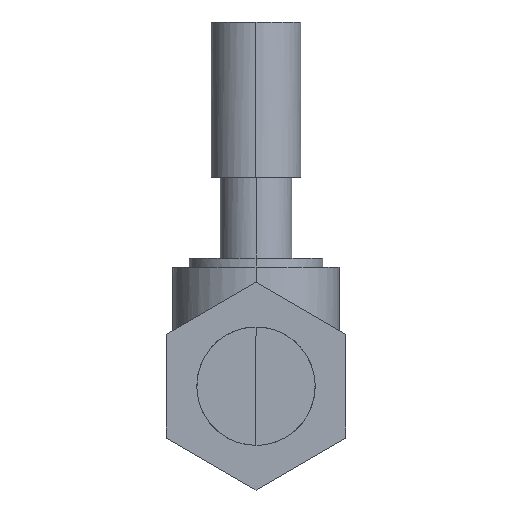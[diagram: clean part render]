
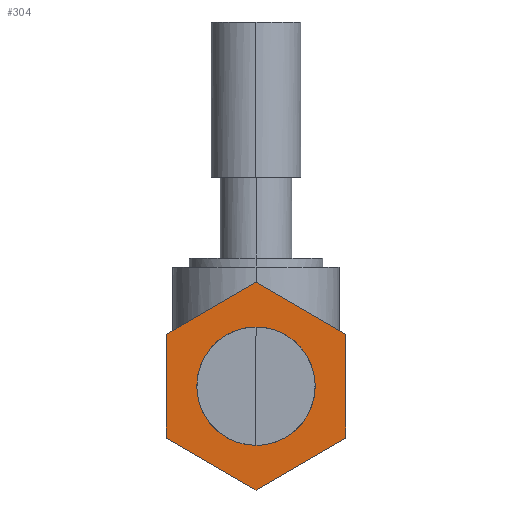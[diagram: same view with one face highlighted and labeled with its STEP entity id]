
A CAD part, left-side view. The second image highlights one B-rep face of the part: STEP entity #304.
In plain terms, the highlighted planar face has unit normal (-1, 0, 0).
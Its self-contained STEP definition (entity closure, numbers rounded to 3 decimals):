
#81=CARTESIAN_POINT('Vertex',(-37.5,0.,13.15)) ;
#87=CARTESIAN_POINT('Vertex',(-37.5,0.,-13.15)) ;
#90=CARTESIAN_POINT('Axis2P3D Location',(-37.5,0.,0.)) ;
#107=CARTESIAN_POINT('Axis2P3D Location',(-37.5,0.,0.)) ;
#135=CARTESIAN_POINT('Vertex',(-37.5,-20.,-11.547)) ;
#139=CARTESIAN_POINT('Control Point',(-37.5,0.,-23.094)) ;
#140=CARTESIAN_POINT('Control Point',(-37.5,-20.,-11.547)) ;
#141=CARTESIAN_POINT('Vertex',(-37.5,0.,-23.094)) ;
#169=CARTESIAN_POINT('Vertex',(-37.5,-20.,11.547)) ;
#173=CARTESIAN_POINT('Control Point',(-37.5,-20.,-11.547)) ;
#174=CARTESIAN_POINT('Control Point',(-37.5,-20.,11.547)) ;
#197=CARTESIAN_POINT('Vertex',(-37.5,0.,23.094)) ;
#201=CARTESIAN_POINT('Control Point',(-37.5,-20.,11.547)) ;
#202=CARTESIAN_POINT('Control Point',(-37.5,0.,23.094)) ;
#225=CARTESIAN_POINT('Vertex',(-37.5,20.,11.547)) ;
#229=CARTESIAN_POINT('Control Point',(-37.5,0.,23.094)) ;
#230=CARTESIAN_POINT('Control Point',(-37.5,20.,11.547)) ;
#253=CARTESIAN_POINT('Vertex',(-37.5,20.,-11.547)) ;
#257=CARTESIAN_POINT('Control Point',(-37.5,20.,11.547)) ;
#258=CARTESIAN_POINT('Control Point',(-37.5,20.,-11.547)) ;
#277=CARTESIAN_POINT('Control Point',(-37.5,20.,-11.547)) ;
#278=CARTESIAN_POINT('Control Point',(-37.5,0.,-23.094)) ;
#287=CARTESIAN_POINT('Axis2P3D Location',(-37.5,0.,-23.094)) ;
#91=DIRECTION('Axis2P3D Direction',(-1.,0.,0.)) ;
#108=DIRECTION('Axis2P3D Direction',(-1.,0.,0.)) ;
#288=DIRECTION('Axis2P3D Direction',(-1.,-0.,0.)) ;
#289=DIRECTION('Axis2P3D XDirection',(0.,-0.866,-0.5)) ;
#92=AXIS2_PLACEMENT_3D('Circle Axis2P3D',#90,#91,$) ;
#109=AXIS2_PLACEMENT_3D('Circle Axis2P3D',#107,#108,$) ;
#290=AXIS2_PLACEMENT_3D('Plane Axis2P3D',#287,#288,#289) ;
#93=CIRCLE('generated circle',#92,13.15) ;
#110=CIRCLE('generated circle',#109,13.15) ;
#291=PLANE('',#290) ;
#303=FACE_BOUND('',#300,.T.) ;
#94=EDGE_CURVE('',#88,#82,#93,.T.) ;
#111=EDGE_CURVE('',#82,#88,#110,.T.) ;
#143=EDGE_CURVE('',#142,#136,#138,.T.) ;
#175=EDGE_CURVE('',#136,#170,#172,.T.) ;
#203=EDGE_CURVE('',#170,#198,#200,.T.) ;
#231=EDGE_CURVE('',#198,#226,#228,.T.) ;
#259=EDGE_CURVE('',#226,#254,#256,.T.) ;
#279=EDGE_CURVE('',#254,#142,#276,.T.) ;
#293=ORIENTED_EDGE('',*,*,#143,.T.) ;
#294=ORIENTED_EDGE('',*,*,#175,.T.) ;
#295=ORIENTED_EDGE('',*,*,#203,.T.) ;
#296=ORIENTED_EDGE('',*,*,#231,.T.) ;
#297=ORIENTED_EDGE('',*,*,#259,.T.) ;
#298=ORIENTED_EDGE('',*,*,#279,.T.) ;
#301=ORIENTED_EDGE('',*,*,#94,.F.) ;
#302=ORIENTED_EDGE('',*,*,#111,.F.) ;
#292=EDGE_LOOP('',(#293,#294,#295,#296,#297,#298)) ;
#300=EDGE_LOOP('',(#301,#302)) ;
#82=VERTEX_POINT('',#81) ;
#88=VERTEX_POINT('',#87) ;
#136=VERTEX_POINT('',#135) ;
#142=VERTEX_POINT('',#141) ;
#170=VERTEX_POINT('',#169) ;
#198=VERTEX_POINT('',#197) ;
#226=VERTEX_POINT('',#225) ;
#254=VERTEX_POINT('',#253) ;
#304=ADVANCED_FACE('Solid1',(#299,#303),#291,.T.) ;
#138=B_SPLINE_CURVE_WITH_KNOTS('',1,(#139,#140),.UNSPECIFIED.,.F.,.U.,(2,2),(0.,23.094),.UNSPECIFIED.) ;
#172=B_SPLINE_CURVE_WITH_KNOTS('',1,(#173,#174),.UNSPECIFIED.,.F.,.U.,(2,2),(0.,23.094),.UNSPECIFIED.) ;
#200=B_SPLINE_CURVE_WITH_KNOTS('',1,(#201,#202),.UNSPECIFIED.,.F.,.U.,(2,2),(0.,23.094),.UNSPECIFIED.) ;
#228=B_SPLINE_CURVE_WITH_KNOTS('',1,(#229,#230),.UNSPECIFIED.,.F.,.U.,(2,2),(0.,23.094),.UNSPECIFIED.) ;
#256=B_SPLINE_CURVE_WITH_KNOTS('',1,(#257,#258),.UNSPECIFIED.,.F.,.U.,(2,2),(0.,23.094),.UNSPECIFIED.) ;
#276=B_SPLINE_CURVE_WITH_KNOTS('',1,(#277,#278),.UNSPECIFIED.,.F.,.U.,(2,2),(0.,23.094),.UNSPECIFIED.) ;
#299=FACE_OUTER_BOUND('',#292,.T.) ;
